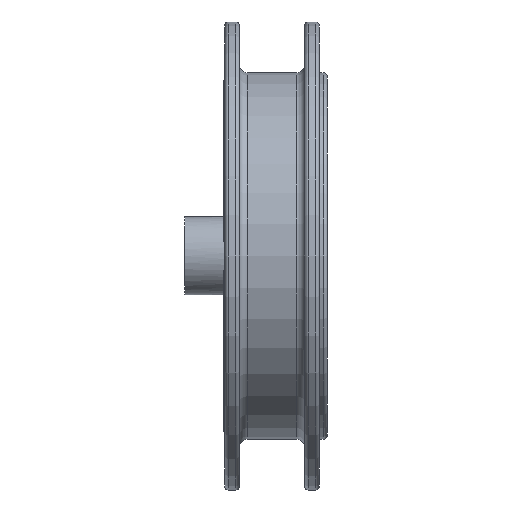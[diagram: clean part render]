
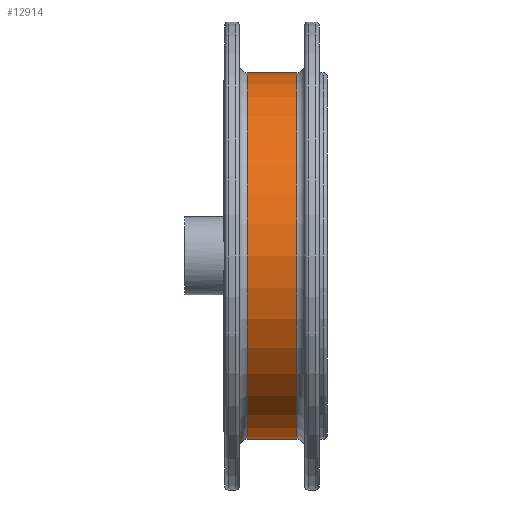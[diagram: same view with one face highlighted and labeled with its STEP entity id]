
A CAD part, left-side view. The second image highlights one B-rep face of the part: STEP entity #12914.
In plain terms, the highlighted cylindrical face has radius 23.5 mm (diameter 47 mm), a partial arc.
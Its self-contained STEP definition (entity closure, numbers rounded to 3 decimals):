
#230 = DIRECTION ( 'NONE',  ( 0., -1., 0. ) ) ;
#366 = AXIS2_PLACEMENT_3D ( 'NONE', #19672, #9863, #20190 ) ;
#1109 = CIRCLE ( 'NONE', #17839, 23.5 ) ;
#1773 = VECTOR ( 'NONE', #11487, 1000. ) ;
#2309 = DIRECTION ( 'NONE',  ( 0., 0., -1. ) ) ;
#2322 = CARTESIAN_POINT ( 'NONE',  ( 0., 9.25, -23.5 ) ) ;
#2975 = LINE ( 'NONE', #21177, #1773 ) ;
#4290 = DIRECTION ( 'NONE',  ( 0., 1., 0. ) ) ;
#4381 = EDGE_LOOP ( 'NONE', ( #15392, #16963, #21170, #19635 ) ) ;
#6416 = EDGE_CURVE ( 'NONE', #15545, #17955, #25322, .T. ) ;
#6888 = AXIS2_PLACEMENT_3D ( 'NONE', #15936, #230, #2309 ) ;
#7392 = CARTESIAN_POINT ( 'NONE',  ( 0., 12.15, -23.5 ) ) ;
#7639 = VECTOR ( 'NONE', #19443, 1000. ) ;
#8290 = CIRCLE ( 'NONE', #366, 23.5 ) ;
#9863 = DIRECTION ( 'NONE',  ( 0., -1., 0. ) ) ;
#11448 = EDGE_CURVE ( 'NONE', #17955, #19113, #1109, .T. ) ;
#11487 = DIRECTION ( 'NONE',  ( 0., -1., 0. ) ) ;
#11914 = CARTESIAN_POINT ( 'NONE',  ( 0., 9.25, 23.5 ) ) ;
#12914 = ADVANCED_FACE ( 'NONE', ( #24173 ), #14352, .T. ) ;
#13395 = VERTEX_POINT ( 'NONE', #11914 ) ;
#14352 = CYLINDRICAL_SURFACE ( 'NONE', #6888, 23.5 ) ;
#14583 = EDGE_CURVE ( 'NONE', #13395, #15545, #8290, .T. ) ;
#15392 = ORIENTED_EDGE ( 'NONE', *, *, #22983, .F. ) ;
#15545 = VERTEX_POINT ( 'NONE', #2322 ) ;
#15865 = CARTESIAN_POINT ( 'NONE',  ( 0., 2.9, 23.5 ) ) ;
#15936 = CARTESIAN_POINT ( 'NONE',  ( 0., 12.15, 0. ) ) ;
#16963 = ORIENTED_EDGE ( 'NONE', *, *, #14583, .T. ) ;
#17839 = AXIS2_PLACEMENT_3D ( 'NONE', #22612, #4290, #20659 ) ;
#17955 = VERTEX_POINT ( 'NONE', #19896 ) ;
#19113 = VERTEX_POINT ( 'NONE', #15865 ) ;
#19443 = DIRECTION ( 'NONE',  ( 0., -1., 0. ) ) ;
#19635 = ORIENTED_EDGE ( 'NONE', *, *, #11448, .T. ) ;
#19672 = CARTESIAN_POINT ( 'NONE',  ( 0., 9.25, 0. ) ) ;
#19896 = CARTESIAN_POINT ( 'NONE',  ( 0., 2.9, -23.5 ) ) ;
#20190 = DIRECTION ( 'NONE',  ( 0., 0., 1. ) ) ;
#20659 = DIRECTION ( 'NONE',  ( 0., 0., 1. ) ) ;
#21170 = ORIENTED_EDGE ( 'NONE', *, *, #6416, .T. ) ;
#21177 = CARTESIAN_POINT ( 'NONE',  ( 0., 12.15, 23.5 ) ) ;
#22612 = CARTESIAN_POINT ( 'NONE',  ( 0., 2.9, 0. ) ) ;
#22983 = EDGE_CURVE ( 'NONE', #13395, #19113, #2975, .T. ) ;
#24173 = FACE_OUTER_BOUND ( 'NONE', #4381, .T. ) ;
#25322 = LINE ( 'NONE', #7392, #7639 ) ;
